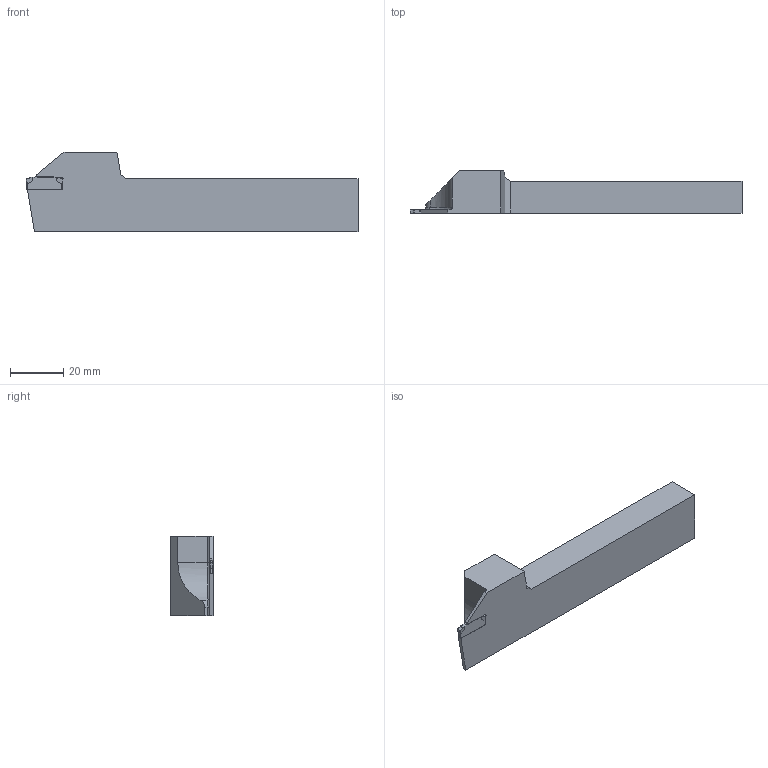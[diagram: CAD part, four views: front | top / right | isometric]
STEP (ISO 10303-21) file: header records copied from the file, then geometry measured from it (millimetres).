
FILE_DESCRIPTION(/* description */ (''),/* implementation_level */ '2;1');
FILE_NAME(/* name */ 'ADKT-123-R-2012-1.5-R15.stp',/* time_stamp */ '2023-10-16T18:52:24+03:00',/* author */ (''),/* organization */ (''),/* preprocessor_version */ 'ST-DEVELOPER v19.4',/* originating_system */ 'SIEMENS PLM Software NX2306.3001',/* authorisation */ '');
FILE_SCHEMA (('AUTOMOTIVE_DESIGN { 1 0 10303 214 3 1 1 1 }'));
Length unit declared in the file: millimetre
Products named in the file (1): ADKT-123-R-2012-1.5-R15-light_objects
Bounding box: 125 x 16.12 x 30 mm (x, y, z)
Volume: 31940.8 mm3; surface area: 9218.7 mm2
Topology: 2 solids, 2 shells, 57 faces, 154 edges, 101 vertices
Faces by surface type: plane 34, cylinder 21, torus 2
Entity records: 2342 total; most frequent: CARTESIAN_POINT 445, ORIENTED_EDGE 308, DIRECTION 303, EDGE_CURVE 154, LINE 105, VECTOR 105, VERTEX_POINT 101, AXIS2_PLACEMENT_3D 99
